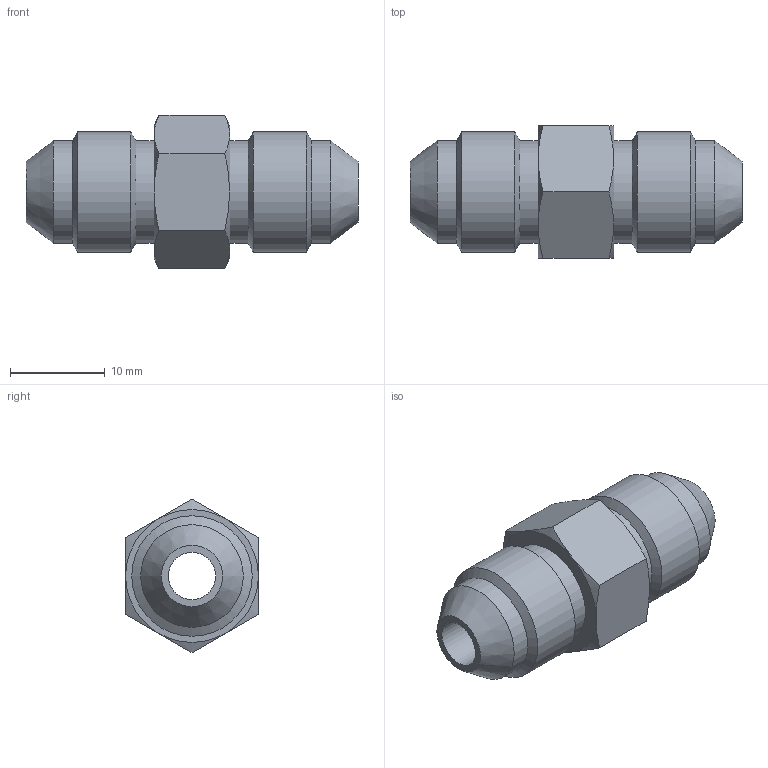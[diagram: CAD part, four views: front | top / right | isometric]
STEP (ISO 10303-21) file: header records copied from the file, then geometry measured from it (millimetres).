
FILE_DESCRIPTION(/* description */ ('ADAPTADOR'),/* implementation_level */ '2;1');
FILE_NAME(/* name */ 'PNK-J1-2-UN-AR.stp',/* time_stamp */ '2025-02-11T09:53:52-03:00',/* author */ ('Jefferson'),/* organization */ (''),/* preprocessor_version */ 'ST-DEVELOPER v19',/* originating_system */ 'Autodesk Inventor 2023',/* authorisation */ '');
FILE_SCHEMA (('AUTOMOTIVE_DESIGN { 1 0 10303 214 3 1 1 }'));
Length unit declared in the file: millimetre
Products named in the file (1): PNK-J1-2-UN-AR
Bounding box: 35 x 14 x 16.17 mm (x, y, z)
Volume: 3388.6 mm3; surface area: 2180.3 mm2
Topology: 1 solids, 1 shells, 194 faces, 503 edges, 330 vertices
Faces by surface type: plane 134, bspline 40, cone 13, cylinder 7
Full cylindrical faces by diameter (mm): 5 x1, 10.82 x4, 12.7 x2
Entity records: 6070 total; most frequent: CARTESIAN_POINT 1586, ORIENTED_EDGE 1006, DIRECTION 737, EDGE_CURVE 503, LINE 381, VECTOR 381, VERTEX_POINT 330, EDGE_LOOP 215
